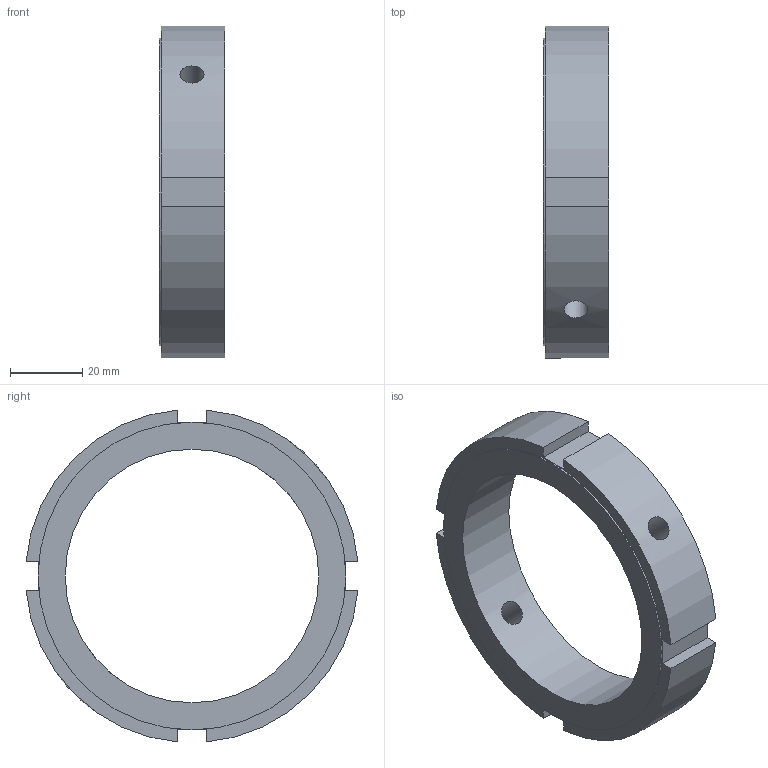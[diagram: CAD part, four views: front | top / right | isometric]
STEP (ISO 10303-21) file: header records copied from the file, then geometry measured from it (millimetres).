
FILE_DESCRIPTION((''),'2;1');
FILE_NAME('FKD ZM 70.stp','2014-07-16T11:59:05',('fkd-ct1n'),(''),'Autodesk Inventor 2011','Autodesk Inventor 2011','');
FILE_SCHEMA(('AUTOMOTIVE_DESIGN { 1 0 10303 214 1 1 1 1 }'));
Length unit declared in the file: millimetre
Products named in the file (1): FKD ZM 70
Bounding box: 18 x 91.65 x 91.65 mm (x, y, z)
Volume: 47207 mm3; surface area: 15314.1 mm2
Topology: 1 solids, 1 shells, 26 faces, 67 edges, 43 vertices
Faces by surface type: plane 18, cylinder 8
Full cylindrical faces by diameter (mm): 6.647 x2, 70 x1, 85 x1
Entity records: 957 total; most frequent: CARTESIAN_POINT 265, DIRECTION 128, ORIENTED_EDGE 126, EDGE_CURVE 63, VECTOR 44, LINE 44, VERTEX_POINT 43, AXIS2_PLACEMENT_3D 42
